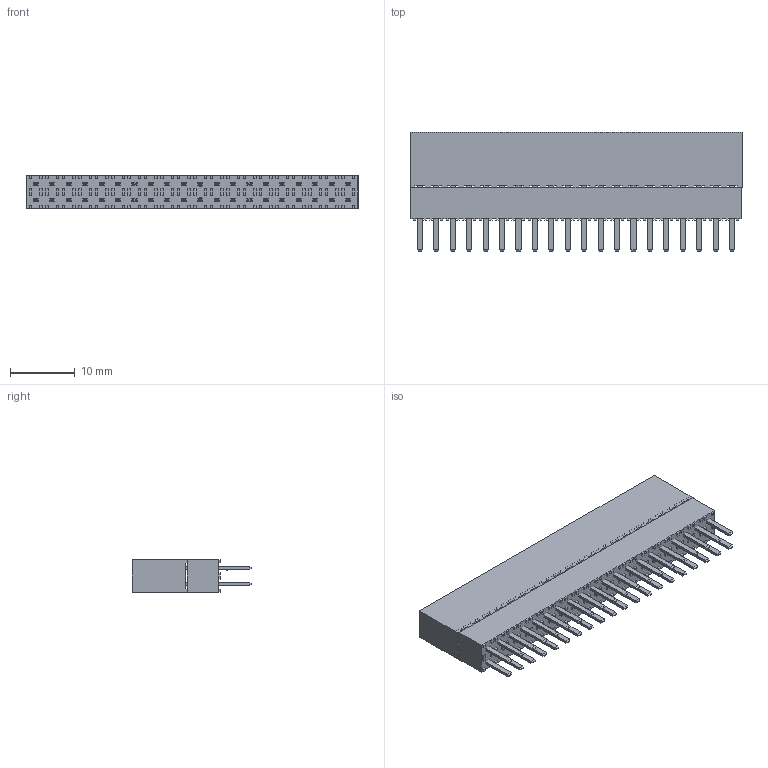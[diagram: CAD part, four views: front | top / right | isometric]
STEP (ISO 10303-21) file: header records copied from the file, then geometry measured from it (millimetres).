
FILE_DESCRIPTION( ( 'STEP AP214' ), ' ' );
FILE_NAME( 'ESW-120-23-G-D-LL.stp', '2017-11-08T21:58:58', ( '' ), ( '' ), ' ', 'PARTsolutions', ' ' );
FILE_SCHEMA( ( 'AUTOMOTIVE_DESIGN { 1 0 10303 214 1 1 1 1 }' ) );
Length unit declared in the file: inch
Products named in the file (4): ESW-120-23-G-D-LL; _ESW-120-23-G-D-LL_socket; _ESW-120-23-G-D-LL_pins; _ESW-120-23-G-D-LL_bsocket
Assembly tree (3 placements, depth 2):
  ESW-120-23-G-D-LL
    _ESW-120-23-G-D-LL_socket
    _ESW-120-23-G-D-LL_pins
    _ESW-120-23-G-D-LL_bsocket
Bounding box: 51.31 x 18.41 x 5.08 mm (x, y, z)
Volume: 3377.3 mm3; surface area: 5307.5 mm2
Topology: 3 solids, 3 shells, 1704 faces, 4450 edges, 2914 vertices
Faces by surface type: plane 1662, cylinder 40, sphere 2
Entity records: 64734 total; most frequent: CARTESIAN_POINT 9072, ORIENTED_EDGE 8900, DIRECTION 7948, EDGE_CURVE 4450, LINE 4368, VECTOR 4368, VERTEX_POINT 2914, EDGE_LOOP 1866
